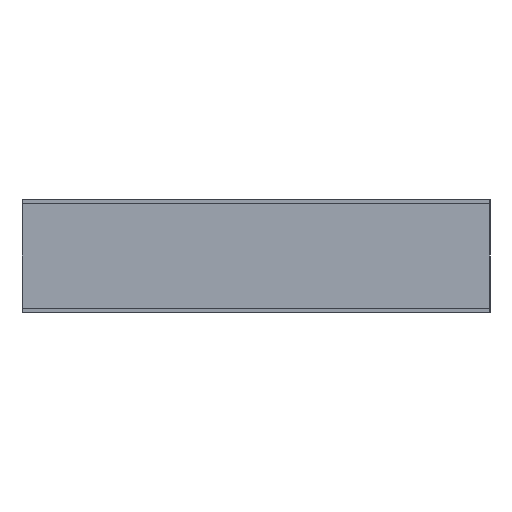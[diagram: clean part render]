
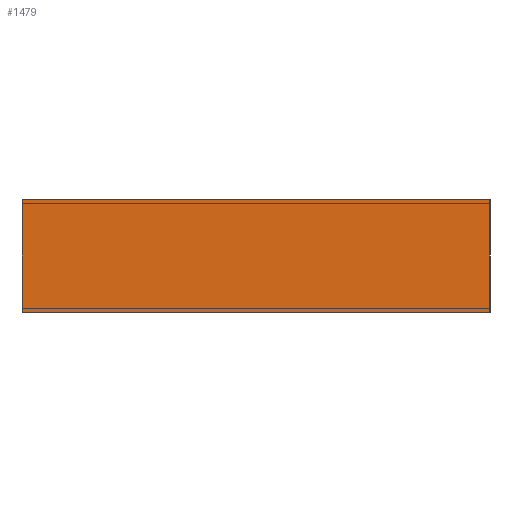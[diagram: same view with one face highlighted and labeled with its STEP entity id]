
A CAD part, left-side view. The second image highlights one B-rep face of the part: STEP entity #1479.
In plain terms, the highlighted planar face has unit normal (-1, 0, 0).
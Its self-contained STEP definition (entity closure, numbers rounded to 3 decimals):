
#112=FACE_OUTER_BOUND('',#195,.T.);
#195=EDGE_LOOP('',(#954,#955,#956,#957));
#298=LINE('',#1935,#449);
#303=LINE('',#1944,#454);
#304=LINE('',#1946,#455);
#305=LINE('',#1947,#456);
#449=VECTOR('',#1660,1000.);
#454=VECTOR('',#1667,1000.);
#455=VECTOR('',#1668,1000.);
#456=VECTOR('',#1669,1000.);
#597=VERTEX_POINT('',#1932);
#598=VERTEX_POINT('',#1934);
#601=VERTEX_POINT('',#1943);
#602=VERTEX_POINT('',#1945);
#738=EDGE_CURVE('',#598,#597,#298,.T.);
#743=EDGE_CURVE('',#601,#597,#303,.T.);
#744=EDGE_CURVE('',#602,#601,#304,.T.);
#745=EDGE_CURVE('',#602,#598,#305,.T.);
#954=ORIENTED_EDGE('',*,*,#738,.T.);
#955=ORIENTED_EDGE('',*,*,#743,.F.);
#956=ORIENTED_EDGE('',*,*,#744,.F.);
#957=ORIENTED_EDGE('',*,*,#745,.T.);
#1345=PLANE('',#1579);
#1479=ADVANCED_FACE('',(#112),#1345,.T.);
#1579=AXIS2_PLACEMENT_3D('',#1942,#1665,#1666);
#1660=DIRECTION('',(0.,1.,0.));
#1665=DIRECTION('center_axis',(-1.,0.,0.));
#1666=DIRECTION('ref_axis',(0.,0.,1.));
#1667=DIRECTION('',(0.,0.,1.));
#1668=DIRECTION('',(0.,1.,0.));
#1669=DIRECTION('',(0.,0.,1.));
#1932=CARTESIAN_POINT('',(-2.5,1.25,0.6));
#1934=CARTESIAN_POINT('',(-2.5,-1.25,0.6));
#1935=CARTESIAN_POINT('',(-2.5,-1.25,0.6));
#1942=CARTESIAN_POINT('Origin',(-2.5,-1.25,0.));
#1943=CARTESIAN_POINT('',(-2.5,1.25,0.));
#1944=CARTESIAN_POINT('',(-2.5,1.25,0.));
#1945=CARTESIAN_POINT('',(-2.5,-1.25,0.));
#1946=CARTESIAN_POINT('',(-2.5,-1.25,0.));
#1947=CARTESIAN_POINT('',(-2.5,-1.25,0.));
